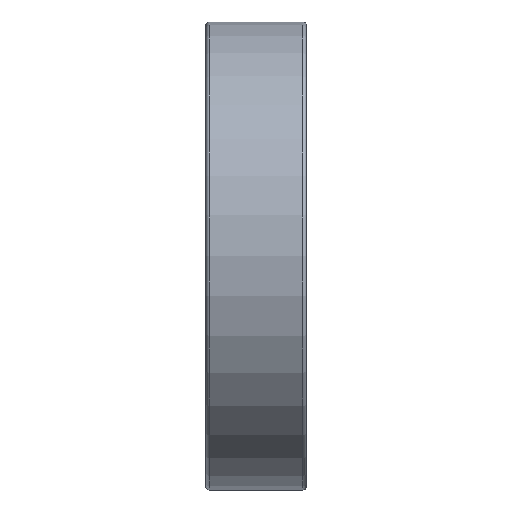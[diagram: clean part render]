
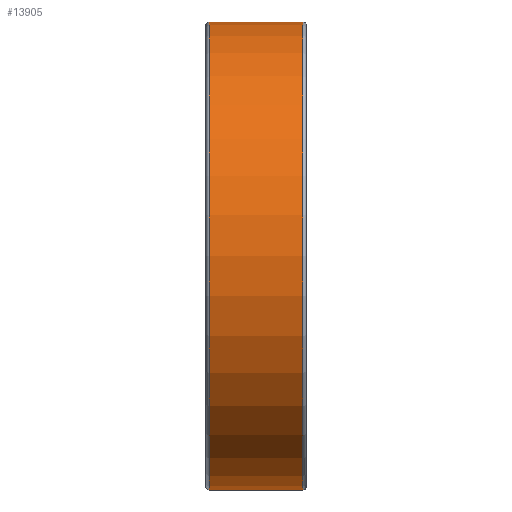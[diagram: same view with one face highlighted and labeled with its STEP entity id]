
A CAD part, top view. The second image highlights one B-rep face of the part: STEP entity #13905.
In plain terms, the highlighted cylindrical face has radius 21 mm (diameter 42 mm), a partial arc.
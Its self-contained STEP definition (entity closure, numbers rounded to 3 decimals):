
#3508=CARTESIAN_POINT('',(-4.2,0.,0.));
#3509=DIRECTION('',(1.,0.,0.));
#3510=DIRECTION('',(0.,1.,0.));
#3511=AXIS2_PLACEMENT_3D('',#3508,#3509,#3510);
#3516=CARTESIAN_POINT('',(4.2,0.,0.));
#3517=DIRECTION('',(1.,0.,0.));
#3518=DIRECTION('',(0.,1.,0.));
#3519=AXIS2_PLACEMENT_3D('',#3516,#3517,#3518);
#3532=DIRECTION('',(-1.,0.,0.));
#3533=VECTOR('',#3532,8.4);
#3534=CARTESIAN_POINT('',(4.2,-21.,0.));
#3535=LINE('',#3534,#3533);
#3547=DIRECTION('',(-1.,0.,0.));
#3548=VECTOR('',#3547,8.4);
#3549=CARTESIAN_POINT('',(4.2,21.,0.));
#3550=LINE('',#3549,#3548);
#10753=CARTESIAN_POINT('',(-4.2,21.,0.));
#10754=CARTESIAN_POINT('',(-4.2,-21.,0.));
#10755=VERTEX_POINT('',#10753);
#10756=VERTEX_POINT('',#10754);
#10757=CARTESIAN_POINT('',(4.2,21.,0.));
#10758=CARTESIAN_POINT('',(4.2,-21.,0.));
#10759=VERTEX_POINT('',#10757);
#10760=VERTEX_POINT('',#10758);
#13891=CARTESIAN_POINT('',(-4.95,0.,0.));
#13892=DIRECTION('',(1.,0.,0.));
#13893=DIRECTION('',(0.,-1.,0.));
#13894=AXIS2_PLACEMENT_3D('',#13891,#13892,#13893);
#13895=CYLINDRICAL_SURFACE('',#13894,21.);
#13896=ORIENTED_EDGE('',*,*,#13881,.F.);
#13898=ORIENTED_EDGE('',*,*,#13897,.F.);
#13900=ORIENTED_EDGE('',*,*,#13899,.T.);
#13902=ORIENTED_EDGE('',*,*,#13901,.T.);
#13903=EDGE_LOOP('',(#13896,#13898,#13900,#13902));
#13904=FACE_OUTER_BOUND('',#13903,.F.);
#3512=CIRCLE('',#3511,21.);
#3520=CIRCLE('',#3519,21.);
#13881=EDGE_CURVE('',#10755,#10756,#3512,.T.);
#13897=EDGE_CURVE('',#10759,#10755,#3550,.T.);
#13899=EDGE_CURVE('',#10759,#10760,#3520,.T.);
#13901=EDGE_CURVE('',#10760,#10756,#3535,.T.);
#13905=ADVANCED_FACE('',(#13904),#13895,.T.);
